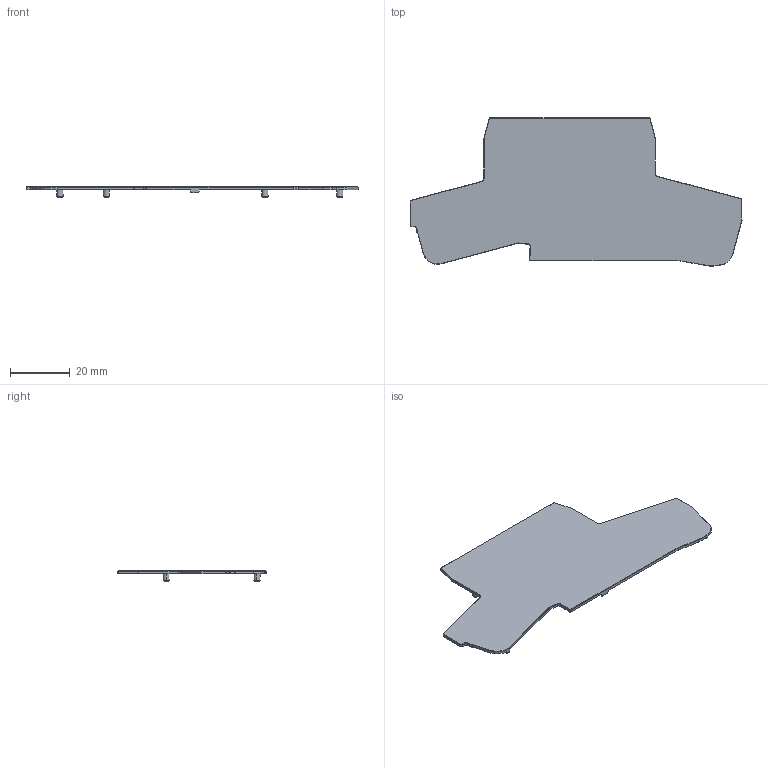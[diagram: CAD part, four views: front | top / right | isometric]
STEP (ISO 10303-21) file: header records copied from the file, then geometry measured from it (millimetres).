
FILE_DESCRIPTION (( 'STEP AP203' ), '1' );
FILE_NAME ('KN-PEC25-11-25.step', '2025-04-29T14:27:48', ( '' ), ( '' ), 'SwSTEP 2.0', 'SolidWorks 2024', '' );
FILE_SCHEMA (( 'CONFIG_CONTROL_DESIGN' ));
Length unit declared in the file: inch
Products named in the file (1): KN-PEC25-11-25
Bounding box: 111.58 x 49.82 x 3.5 mm (x, y, z)
Volume: 3964.6 mm3; surface area: 8239.2 mm2
Topology: 1 solids, 1 shells, 117 faces, 322 edges, 212 vertices
Faces by surface type: plane 51, cylinder 50, cone 16
Entity records: 3835 total; most frequent: DIRECTION 682, CARTESIAN_POINT 652, ORIENTED_EDGE 644, EDGE_CURVE 322, AXIS2_PLACEMENT_3D 242, VERTEX_POINT 212, VECTOR 198, LINE 198
